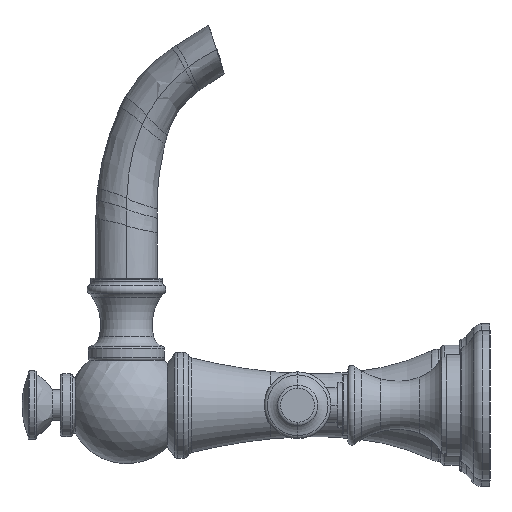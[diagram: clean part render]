
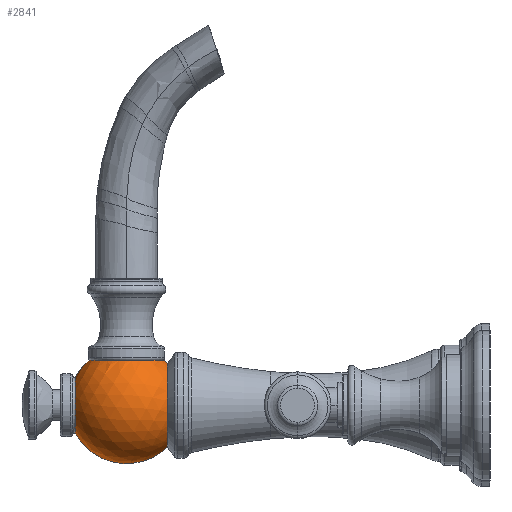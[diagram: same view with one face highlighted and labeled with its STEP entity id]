
A CAD part, left-side view. The second image highlights one B-rep face of the part: STEP entity #2841.
In plain terms, the highlighted spherical face has radius 21.844 mm.
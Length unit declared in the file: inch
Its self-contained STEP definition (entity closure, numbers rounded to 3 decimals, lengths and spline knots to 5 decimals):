
#389=CARTESIAN_POINT('',(0.,5.34814,0.66));
#390=DIRECTION('',(0.,0.,-1.));
#391=DIRECTION('',(0.,-1.,0.));
#392=AXIS2_PLACEMENT_3D('',#389,#390,#391);
#414=CARTESIAN_POINT('',(0.,5.34814,0.));
#415=DIRECTION('',(-1.,0.,0.));
#416=DIRECTION('',(0.,0.874,-0.486));
#417=AXIS2_PLACEMENT_3D('',#414,#415,#416);
#428=CARTESIAN_POINT('',(0.,4.747,0.));
#429=DIRECTION('',(0.,1.,0.));
#430=DIRECTION('',(0.,0.,-1.));
#431=AXIS2_PLACEMENT_3D('',#428,#429,#430);
#437=CARTESIAN_POINT('',(0.,5.34814,0.));
#438=DIRECTION('',(1.,0.,0.));
#439=DIRECTION('',(0.,0.874,0.486));
#440=AXIS2_PLACEMENT_3D('',#437,#438,#439);
#442=CARTESIAN_POINT('',(0.,5.34814,0.66));
#443=DIRECTION('',(0.,0.,1.));
#444=DIRECTION('',(0.,1.,0.));
#445=AXIS2_PLACEMENT_3D('',#442,#443,#444);
#447=CARTESIAN_POINT('',(0.,5.34814,0.));
#448=DIRECTION('',(1.,0.,0.));
#449=DIRECTION('',(0.,-0.641,0.767));
#450=AXIS2_PLACEMENT_3D('',#447,#448,#449);
#457=CARTESIAN_POINT('',(0.,6.09996,0.));
#458=DIRECTION('',(0.,-1.,0.));
#459=DIRECTION('',(0.,0.,1.));
#460=AXIS2_PLACEMENT_3D('',#457,#458,#459);
#1726=CARTESIAN_POINT('',(0.,4.79678,0.66));
#1728=VERTEX_POINT('',#1726);
#1730=CARTESIAN_POINT('',(0.,5.89951,0.66));
#1731=VERTEX_POINT('',#1730);
#1732=CARTESIAN_POINT('',(0.,6.09996,0.41758));
#1733=VERTEX_POINT('',#1732);
#1734=CARTESIAN_POINT('',(-0.13333,4.81315,0.66));
#1735=VERTEX_POINT('',#1734);
#1740=CARTESIAN_POINT('',(0.,4.747,-0.615));
#1741=CARTESIAN_POINT('',(0.,4.747,0.615));
#1742=VERTEX_POINT('',#1740);
#1743=VERTEX_POINT('',#1741);
#1744=CARTESIAN_POINT('',(0.,6.09996,-0.41758));
#1745=VERTEX_POINT('',#1744);
#2826=CARTESIAN_POINT('',(0.,5.34814,0.));
#2827=DIRECTION('',(0.,0.874,0.486));
#2828=DIRECTION('',(0.,0.486,-0.874));
#2829=AXIS2_PLACEMENT_3D('',#2826,#2827,#2828);
#2830=SPHERICAL_SURFACE('',#2829,0.86);
#2831=ORIENTED_EDGE('',*,*,#2817,.F.);
#2832=ORIENTED_EDGE('',*,*,#2792,.F.);
#2834=ORIENTED_EDGE('',*,*,#2833,.F.);
#2835=ORIENTED_EDGE('',*,*,#2788,.T.);
#2836=ORIENTED_EDGE('',*,*,#2767,.T.);
#2837=ORIENTED_EDGE('',*,*,#2765,.F.);
#2838=ORIENTED_EDGE('',*,*,#2784,.T.);
#2839=EDGE_LOOP('',(#2831,#2832,#2834,#2835,#2836,#2837,#2838));
#2840=FACE_OUTER_BOUND('',#2839,.F.);
#2841=ADVANCED_FACE('',(#2840),#2830,.T.);
#393=CIRCLE('',#392,0.55136);
#418=CIRCLE('',#417,0.86);
#432=CIRCLE('',#431,0.615);
#441=CIRCLE('',#440,0.86);
#446=CIRCLE('',#445,0.55136);
#451=CIRCLE('',#450,0.86);
#461=CIRCLE('',#460,0.41758);
#2765=EDGE_CURVE('',#1728,#1735,#393,.T.);
#2767=EDGE_CURVE('',#1731,#1735,#446,.T.);
#2784=EDGE_CURVE('',#1728,#1743,#451,.T.);
#2788=EDGE_CURVE('',#1733,#1731,#441,.T.);
#2792=EDGE_CURVE('',#1745,#1742,#418,.T.);
#2817=EDGE_CURVE('',#1742,#1743,#432,.T.);
#2833=EDGE_CURVE('',#1733,#1745,#461,.T.);
